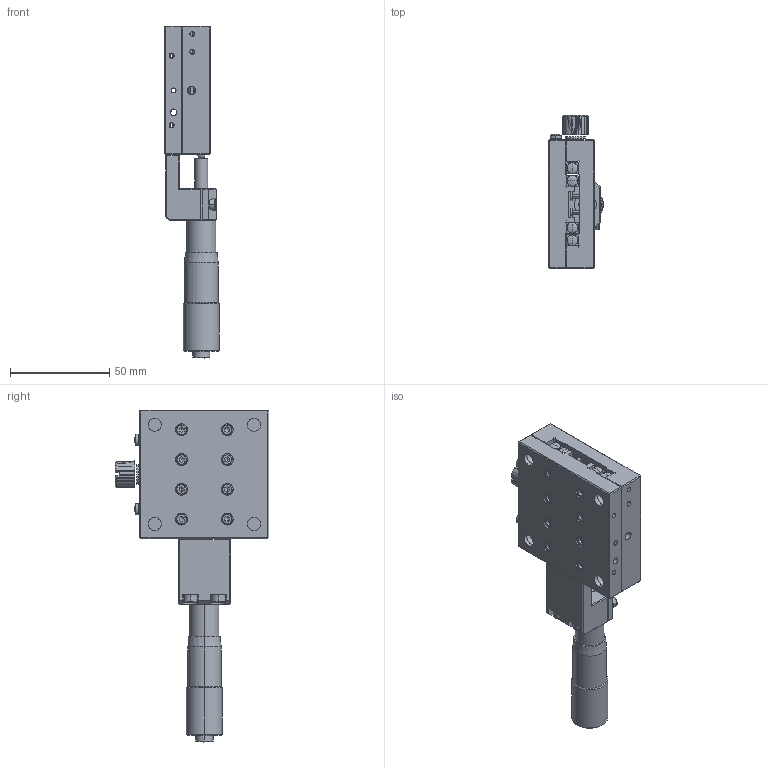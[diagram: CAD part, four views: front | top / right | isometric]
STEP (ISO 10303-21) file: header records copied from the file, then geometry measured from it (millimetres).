
FILE_DESCRIPTION (( 'STEP AP203' ), '1' );
FILE_NAME ('516414.STEP', '2025-07-09T01:04:12', ( '' ), ( '' ), 'SwSTEP 2.0', 'SolidWorks 2020', '' );
FILE_SCHEMA (( 'CONFIG_CONTROL_DESIGN' ));
Length unit declared in the file: millimetre
Products named in the file (1): 516414
Bounding box: 27.6 x 77.5 x 167.43 mm (x, y, z)
Surface area: 41467.2 mm2 (no closed solid volume)
Topology: 0 solids, 72 shells, 708 faces, 2092 edges, 1406 vertices
Faces by surface type: plane 388, cylinder 165, cone 94, bspline 45, torus 16
Entity records: 28731 total; most frequent: CARTESIAN_POINT 10686, DIRECTION 3545, ORIENTED_EDGE 3543, EDGE_CURVE 2035, VERTEX_POINT 1404, AXIS2_PLACEMENT_3D 1221, LINE 1103, VECTOR 1103
